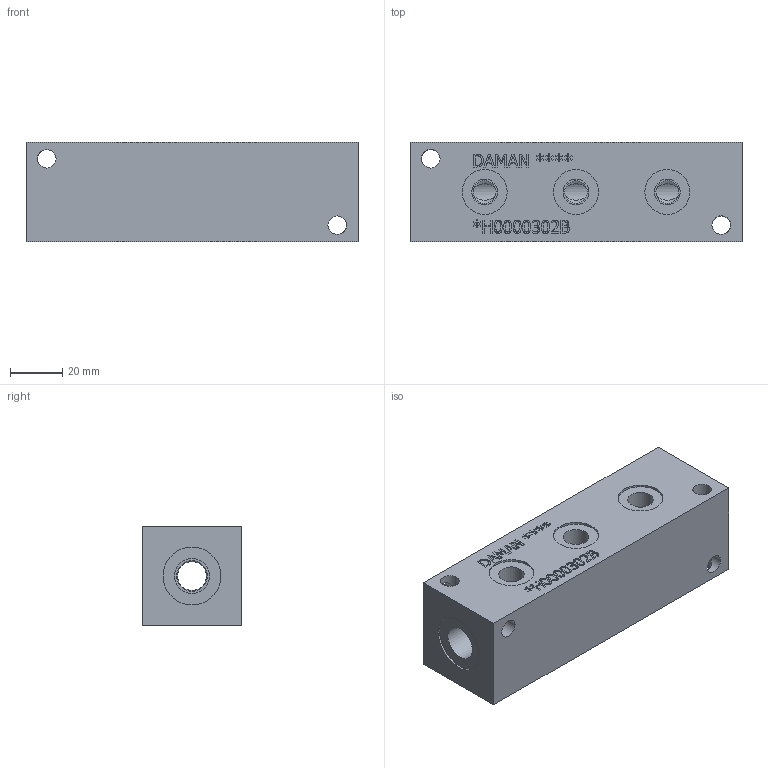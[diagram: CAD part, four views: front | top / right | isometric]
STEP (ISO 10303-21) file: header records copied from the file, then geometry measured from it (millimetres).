
FILE_DESCRIPTION(/* description */ (''),/* implementation_level */ '2;1');
FILE_NAME(/* name */ '_H0000302B.stp',/* time_stamp */ '2021-05-20T10:41:48-04:00',/* author */ ('anthonyv'),/* organization */ (''),/* preprocessor_version */ 'ST-DEVELOPER v18.1',/* originating_system */ 'Autodesk Inventor 2021',/* authorisation */ '');
FILE_SCHEMA (('AUTOMOTIVE_DESIGN { 1 0 10303 214 3 1 1 }'));
Length unit declared in the file: millimetre
Products named in the file (1): Part_+H0000302B_3D
Bounding box: 127 x 38.1 x 38.1 mm (x, y, z)
Volume: 161530.7 mm3; surface area: 30453.6 mm2
Topology: 1 solids, 1 shells, 372 faces, 1024 edges, 689 vertices
Faces by surface type: plane 222, bspline 112, cylinder 30, cone 8
Full cylindrical faces by diameter (mm): 7.137 x8, 8.738 x3, 9.83 x3, 11.125 x1, 11.684 x2, 13.259 x2, 17.196 x3, 22.123 x2
Entity records: 12846 total; most frequent: CARTESIAN_POINT 3692, ORIENTED_EDGE 2048, DIRECTION 1383, EDGE_CURVE 1024, VERTEX_POINT 689, LINE 681, VECTOR 681, EDGE_LOOP 427
